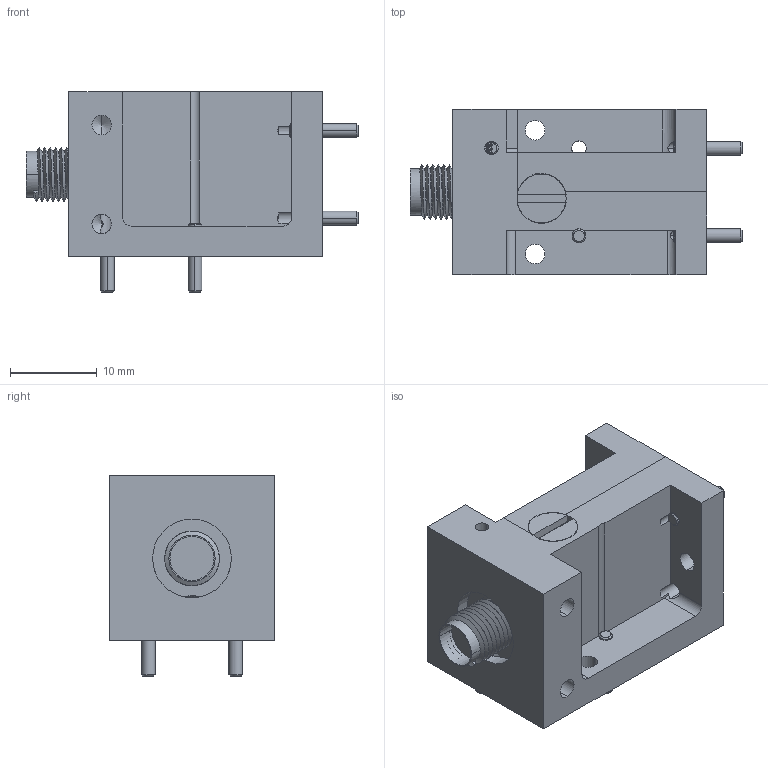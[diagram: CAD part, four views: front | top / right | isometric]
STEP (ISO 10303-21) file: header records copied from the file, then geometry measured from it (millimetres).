
FILE_DESCRIPTION (( 'STEP AP214' ), '1' );
FILE_NAME ('FB-NW-A.STEP', '2023-01-10T18:16:27', ( '' ), ( '' ), 'SwSTEP 2.0', 'SolidWorks 2021', '' );
FILE_SCHEMA (( 'AUTOMOTIVE_DESIGN' ));
Length unit declared in the file: inch
Products named in the file (1): FB-NW-A
Bounding box: 38.33 x 19.05 x 23.11 mm (x, y, z)
Volume: 7157.3 mm3; surface area: 6101.1 mm2
Topology: 14 solids, 14 shells, 528 faces, 1329 edges, 808 vertices
Faces by surface type: cylinder 198, cone 168, plane 155, bspline 7
Entity records: 25281 total; most frequent: CARTESIAN_POINT 6042, ORIENTED_EDGE 2606, DIRECTION 2509, EDGE_CURVE 1303, AXIS2_PLACEMENT_3D 951, VERTEX_POINT 808, VECTOR 607, LINE 607
